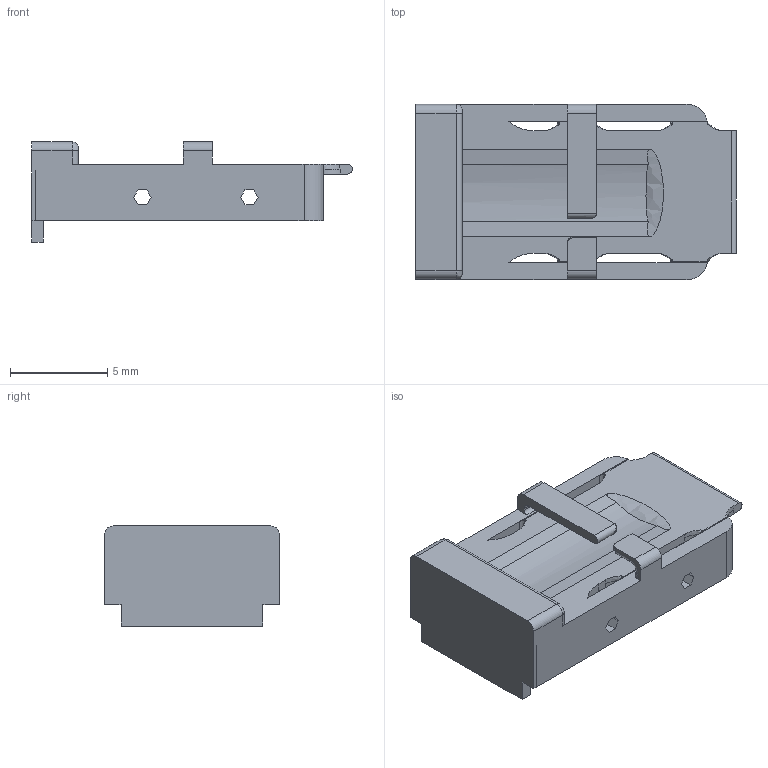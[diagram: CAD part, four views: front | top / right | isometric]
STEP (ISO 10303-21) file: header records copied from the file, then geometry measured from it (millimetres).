
FILE_DESCRIPTION(/* description */ ('','CAx-IF Rec.Pracs.---Representation and Presentation of Product Manufacturing Information (PMI)---4.0---2014-10-13'),/* implementation_level */ '2;1');
FILE_NAME(/* name */ 'np2_cap_no_headstage_v4.1.2_CH.stp',/* time_stamp */ '2025-12-13T15:35:50-07:00',/* author */ ('Chris'),/* organization */ (''),/* preprocessor_version */ 'ST-DEVELOPER v20.1',/* originating_system */ 'Autodesk Inventor 2026',/* authorisation */ '');
FILE_SCHEMA (('AP242_MANAGED_MODEL_BASED_3D_ENGINEERING_MIM_LF { 1 0 10303 442 2 1 4 }'));
Length unit declared in the file: millimetre
Products named in the file (1): np2_cap_no_headstage_v4.1_CH
Bounding box: 16.5 x 9 x 5.15 mm (x, y, z)
Volume: 180.6 mm3; surface area: 628.2 mm2
Topology: 1 solids, 1 shells, 236 faces, 687 edges, 445 vertices
Faces by surface type: plane 135, cylinder 60, bspline 34, torus 7
Entity records: 13959 total; most frequent: CARTESIAN_POINT 6091, ORIENTED_EDGE 1370, DIRECTION 1289, EDGE_CURVE 685, STYLED_ITEM 580, POLYLINE 579, VERTEX_POINT 445, AXIS2_PLACEMENT_3D 432
